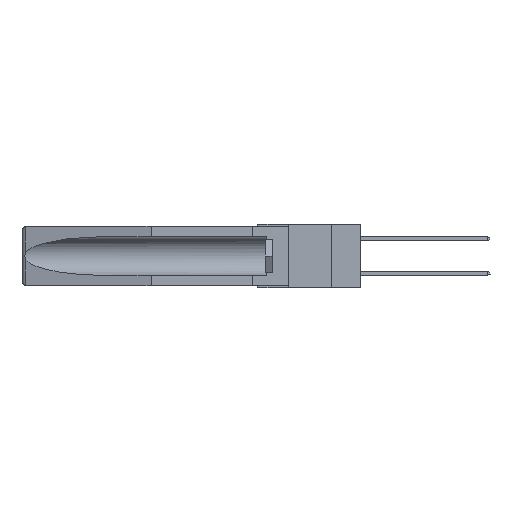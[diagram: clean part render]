
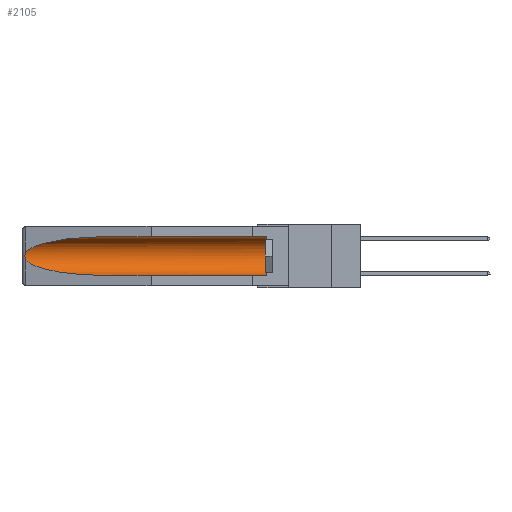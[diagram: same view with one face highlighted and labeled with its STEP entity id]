
A CAD part, left-side view. The second image highlights one B-rep face of the part: STEP entity #2105.
In plain terms, the highlighted cylindrical face has radius 2.857 mm (diameter 5.715 mm), a partial arc.
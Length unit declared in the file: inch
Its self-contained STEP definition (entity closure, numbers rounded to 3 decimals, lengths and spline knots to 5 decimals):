
#924 = CARTESIAN_POINT ( 'NONE',  ( 0.21114, 1.30732, -0.059 ) ) ;
#1466 = CARTESIAN_POINT ( 'NONE',  ( 0.2675, 1.53308, -0.16763 ) ) ;
#1746 = CARTESIAN_POINT ( 'NONE',  ( 0.26654, 1.53092, -0.15636 ) ) ;
#1779 = CIRCLE ( 'NONE', #15620, 0.1125 ) ;
#2105 = ADVANCED_FACE ( 'NONE', ( #7638 ), #15034, .F. ) ;
#2673 = VECTOR ( 'NONE', #6678, 39.37008 ) ;
#2707 = CARTESIAN_POINT ( 'NONE',  ( 0.26537, 1.52718, -0.14972 ) ) ;
#3100 = EDGE_CURVE ( 'NONE', #4972, #19167, #17803, .T. ) ;
#3240 = CARTESIAN_POINT ( 'NONE',  ( 0.2673, 1.53269, -0.17917 ) ) ;
#3431 = DIRECTION ( 'NONE',  ( 0., 1., 0. ) ) ;
#3717 = ORIENTED_EDGE ( 'NONE', *, *, #3100, .T. ) ;
#3755 = DIRECTION ( 'NONE',  ( 0., -1., 0. ) ) ;
#3764 = LINE ( 'NONE', #19221, #2673 ) ;
#4183 = VERTEX_POINT ( 'NONE', #2707 ) ;
#4383 = CARTESIAN_POINT ( 'NONE',  ( 0.26537, 1.52718, -0.14972 ) ) ;
#4651 = DIRECTION ( 'NONE',  ( 0., 1., 0. ) ) ;
#4972 = VERTEX_POINT ( 'NONE', #19782 ) ;
#5299 = CARTESIAN_POINT ( 'NONE',  ( 0.26537, 1.52718, -0.14972 ) ) ;
#5399 = CARTESIAN_POINT ( 'NONE',  ( 0.155, 0.126, -0.1715 ) ) ;
#5417 = EDGE_CURVE ( 'NONE', #4183, #4972, #15655, .T. ) ;
#5787 = CARTESIAN_POINT ( 'NONE',  ( 0.155, 1.07973, -0.059 ) ) ;
#6089 = ORIENTED_EDGE ( 'NONE', *, *, #12438, .F. ) ;
#6213 = CARTESIAN_POINT ( 'NONE',  ( 0.155, -0.30754, -0.1715 ) ) ;
#6382 = EDGE_LOOP ( 'NONE', ( #13569, #14904, #3717, #6089, #10041, #13823 ) ) ;
#6552 = CARTESIAN_POINT ( 'NONE',  ( 0.26597, 1.5296, -0.19026 ) ) ;
#6678 = DIRECTION ( 'NONE',  ( 0., 1., 0. ) ) ;
#7132 = CARTESIAN_POINT ( 'NONE',  ( 0.21114, 1.30732, -0.284 ) ) ;
#7638 = FACE_OUTER_BOUND ( 'NONE', #6382, .T. ) ;
#7832 = CARTESIAN_POINT ( 'NONE',  ( 0.2673, 1.5327, -0.16383 ) ) ;
#8485 = CARTESIAN_POINT ( 'NONE',  ( 0.155, -0.30754, -0.059 ) ) ;
#10041 = ORIENTED_EDGE ( 'NONE', *, *, #12835, .T. ) ;
#10658 = CARTESIAN_POINT ( 'NONE',  ( 0.155, 1.07973, -0.284 ) ) ;
#11104 = LINE ( 'NONE', #8485, #19365 ) ;
#11540 = VERTEX_POINT ( 'NONE', #16912 ) ;
#11589 = CARTESIAN_POINT ( 'NONE',  ( 0.155, 0.126, -0.284 ) ) ;
#12106 = VERTEX_POINT ( 'NONE', #5787 ) ;
#12438 = EDGE_CURVE ( 'NONE', #16390, #19167, #3764, .T. ) ;
#12498 = EDGE_CURVE ( 'NONE', #11540, #12106, #11104, .T. ) ;
#12835 = EDGE_CURVE ( 'NONE', #16390, #11540, #1779, .T. ) ;
#13569 = ORIENTED_EDGE ( 'NONE', *, *, #21845, .T. ) ;
#13575 = AXIS2_PLACEMENT_3D ( 'NONE', #6213, #4651, #20370 ) ;
#13777 = CARTESIAN_POINT ( 'NONE',  ( 0.26655, 1.53094, -0.18657 ) ) ;
#13823 = ORIENTED_EDGE ( 'NONE', *, *, #12498, .T. ) ;
#13856 = CARTESIAN_POINT ( 'NONE',  ( 0.26537, 1.52718, -0.19328 ) ) ;
#14081 = CARTESIAN_POINT ( 'NONE',  ( 0.26597, 1.52961, -0.15275 ) ) ;
#14705 = CARTESIAN_POINT ( 'NONE',  ( 0.25451, 1.48313, -0.09465 ) ) ;
#14904 = ORIENTED_EDGE ( 'NONE', *, *, #5417, .T. ) ;
#15034 = CYLINDRICAL_SURFACE ( 'NONE', #13575, 0.1125 ) ;
#15620 = AXIS2_PLACEMENT_3D ( 'NONE', #5399, #3755, #21226 ) ;
#15655 = B_SPLINE_CURVE_WITH_KNOTS ( 'NONE', 3,
 ( #5299, #14081, #1746, #7832, #1466, #17256, #3240, #13777, #6552, #13856 ),
 .UNSPECIFIED., .F., .F.,
 ( 4, 2, 2, 2, 4 ),
 ( 0., 0.00029, 0.00058, 0.00087, 0.00117 ),
 .UNSPECIFIED. ) ;
#16390 = VERTEX_POINT ( 'NONE', #11589 ) ;
#16400 = CARTESIAN_POINT ( 'NONE',  ( 0.155, 1.07973, -0.059 ) ) ;
#16912 = CARTESIAN_POINT ( 'NONE',  ( 0.155, 0.126, -0.059 ) ) ;
#17256 = CARTESIAN_POINT ( 'NONE',  ( 0.2675, 1.53308, -0.17534 ) ) ;
#17803 =( BOUNDED_CURVE ( )  B_SPLINE_CURVE ( 3, ( #17853, #19302, #7132, #10658 ),
 .UNSPECIFIED., .F., .T. ) 
 B_SPLINE_CURVE_WITH_KNOTS ( ( 4, 4 ),
 ( 0.1948, 1.5708 ),
 .UNSPECIFIED. ) 
 CURVE ( )  GEOMETRIC_REPRESENTATION_ITEM ( )  RATIONAL_B_SPLINE_CURVE ( ( 1., 0.848, 0.848, 1. ) ) 
 REPRESENTATION_ITEM ( '' )  );
#17853 = CARTESIAN_POINT ( 'NONE',  ( 0.26537, 1.52718, -0.19328 ) ) ;
#19167 = VERTEX_POINT ( 'NONE', #19362 ) ;
#19221 = CARTESIAN_POINT ( 'NONE',  ( 0.155, -0.30754, -0.284 ) ) ;
#19302 = CARTESIAN_POINT ( 'NONE',  ( 0.25451, 1.48313, -0.24835 ) ) ;
#19362 = CARTESIAN_POINT ( 'NONE',  ( 0.155, 1.07973, -0.284 ) ) ;
#19365 = VECTOR ( 'NONE', #3431, 39.37008 ) ;
#19782 = CARTESIAN_POINT ( 'NONE',  ( 0.26537, 1.52718, -0.19328 ) ) ;
#20294 =( BOUNDED_CURVE ( )  B_SPLINE_CURVE ( 3, ( #16400, #924, #14705, #4383 ),
 .UNSPECIFIED., .F., .F. ) 
 B_SPLINE_CURVE_WITH_KNOTS ( ( 4, 4 ),
 ( 4.71239, 6.08839 ),
 .UNSPECIFIED. ) 
 CURVE ( )  GEOMETRIC_REPRESENTATION_ITEM ( )  RATIONAL_B_SPLINE_CURVE ( ( 1., 0.848, 0.848, 1. ) ) 
 REPRESENTATION_ITEM ( '' )  );
#20370 = DIRECTION ( 'NONE',  ( 0., 0., 1. ) ) ;
#21226 = DIRECTION ( 'NONE',  ( 0., 0., 1. ) ) ;
#21845 = EDGE_CURVE ( 'NONE', #12106, #4183, #20294, .T. ) ;
